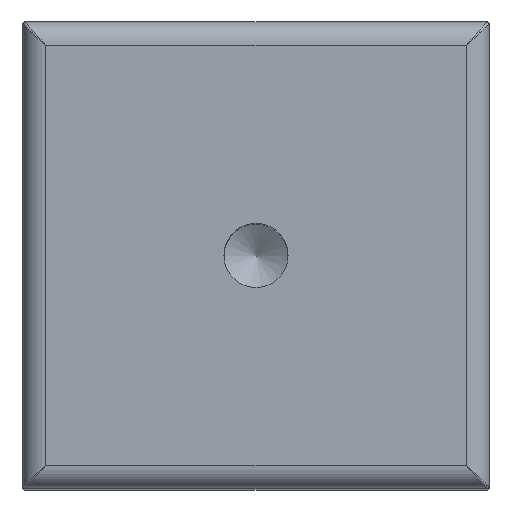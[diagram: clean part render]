
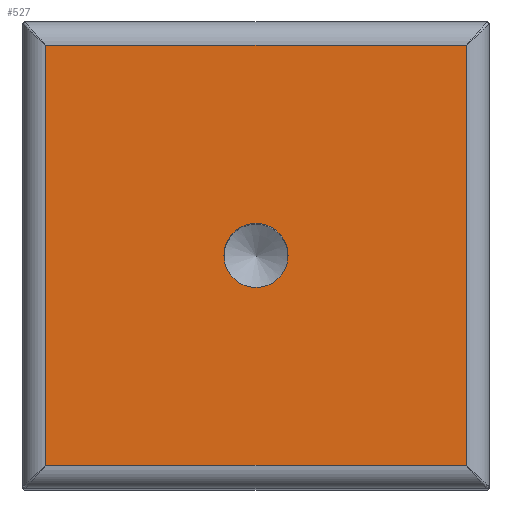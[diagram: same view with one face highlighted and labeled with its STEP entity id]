
A CAD part, top view. The second image highlights one B-rep face of the part: STEP entity #527.
In plain terms, the highlighted planar face has unit normal (0, 0, 1).
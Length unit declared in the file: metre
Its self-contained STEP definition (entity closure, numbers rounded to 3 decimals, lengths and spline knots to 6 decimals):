
#68=PLANE('',#580);
#95=LINE('',#4514,#125);
#96=LINE('',#4517,#126);
#97=LINE('',#4519,#127);
#98=LINE('',#4521,#128);
#125=VECTOR('',#684,1.);
#126=VECTOR('',#685,1.);
#127=VECTOR('',#686,1.);
#128=VECTOR('',#687,1.);
#200=ORIENTED_EDGE('',*,*,#324,.T.);
#201=ORIENTED_EDGE('',*,*,#325,.T.);
#202=ORIENTED_EDGE('',*,*,#326,.T.);
#203=ORIENTED_EDGE('',*,*,#327,.T.);
#204=ORIENTED_EDGE('',*,*,#323,.F.);
#323=EDGE_CURVE('',#390,#390,#400,.T.);
#324=EDGE_CURVE('',#391,#392,#95,.F.);
#325=EDGE_CURVE('',#392,#393,#96,.F.);
#326=EDGE_CURVE('',#393,#394,#97,.T.);
#327=EDGE_CURVE('',#394,#391,#98,.T.);
#390=VERTEX_POINT('',#4512);
#391=VERTEX_POINT('',#4515);
#392=VERTEX_POINT('',#4516);
#393=VERTEX_POINT('',#4518);
#394=VERTEX_POINT('',#4520);
#400=CIRCLE('',#579,0.001375);
#428=EDGE_LOOP('',(#200,#201,#202,#203));
#429=EDGE_LOOP('',(#204));
#472=FACE_BOUND('',#428,.T.);
#473=FACE_BOUND('',#429,.T.);
#527=ADVANCED_FACE('',(#472,#473),#68,.T.);
#579=AXIS2_PLACEMENT_3D('',#4511,#680,#681);
#580=AXIS2_PLACEMENT_3D('',#4513,#682,#683);
#680=DIRECTION('',(0.,0.,1.));
#681=DIRECTION('',(1.,0.,0.));
#682=DIRECTION('',(0.,0.,1.));
#683=DIRECTION('',(1.,0.,0.));
#684=DIRECTION('',(1.,0.,0.));
#685=DIRECTION('',(0.,1.,0.));
#686=DIRECTION('',(1.,0.,0.));
#687=DIRECTION('',(0.,1.,0.));
#4511=CARTESIAN_POINT('',(0.,0.,0.1));
#4512=CARTESIAN_POINT('',(0.001375,0.,0.1));
#4513=CARTESIAN_POINT('',(0.,0.,0.1));
#4514=CARTESIAN_POINT('',(-0.01,0.009,0.1));
#4515=CARTESIAN_POINT('',(0.009,0.009,0.1));
#4516=CARTESIAN_POINT('',(-0.009,0.009,0.1));
#4517=CARTESIAN_POINT('',(-0.009,-0.01,0.1));
#4518=CARTESIAN_POINT('',(-0.009,-0.009,0.1));
#4519=CARTESIAN_POINT('',(0.,-0.009,0.1));
#4520=CARTESIAN_POINT('',(0.009,-0.009,0.1));
#4521=CARTESIAN_POINT('',(0.009,0.,0.1));
